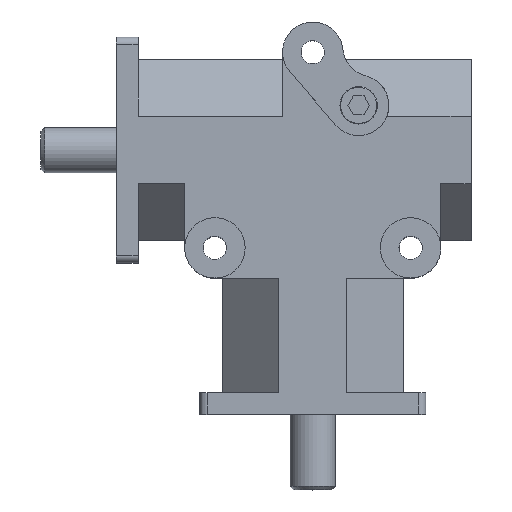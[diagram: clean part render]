
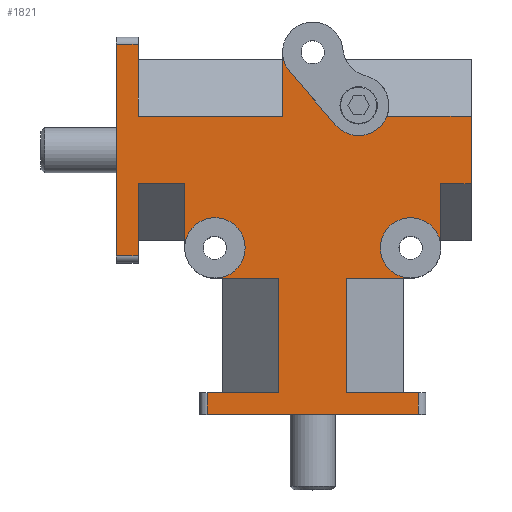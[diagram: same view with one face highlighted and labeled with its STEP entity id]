
A CAD part, top view. The second image highlights one B-rep face of the part: STEP entity #1821.
In plain terms, the highlighted planar face has unit normal (0, 0, 1).
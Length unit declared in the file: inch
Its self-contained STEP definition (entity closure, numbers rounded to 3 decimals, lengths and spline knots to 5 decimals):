
#67=PLANE('',#1990);
#149=FACE_OUTER_BOUND('',#271,.T.);
#271=EDGE_LOOP('',(#1378,#1379,#1380,#1381,#1382,#1383,#1384,#1385,#1386,
#1387,#1388,#1389,#1390,#1391,#1392,#1393,#1394,#1395,#1396,#1397,#1398,
#1399,#1400,#1401,#1402,#1403,#1404,#1405));
#413=CIRCLE('',#1991,0.25);
#414=CIRCLE('',#1992,0.25);
#415=CIRCLE('',#1993,0.25);
#416=CIRCLE('',#1994,0.25);
#417=CIRCLE('',#1995,0.25);
#464=LINE('',#2757,#637);
#469=LINE('',#2781,#642);
#472=LINE('',#2793,#645);
#478=LINE('',#2820,#651);
#479=LINE('',#2822,#652);
#501=LINE('',#2874,#674);
#504=LINE('',#2887,#677);
#505=LINE('',#2889,#678);
#506=LINE('',#2891,#679);
#507=LINE('',#2897,#680);
#508=LINE('',#2899,#681);
#509=LINE('',#2901,#682);
#510=LINE('',#2903,#683);
#511=LINE('',#2907,#684);
#512=LINE('',#2910,#685);
#513=LINE('',#2912,#686);
#514=LINE('',#2913,#687);
#515=LINE('',#2915,#688);
#516=LINE('',#2917,#689);
#517=LINE('',#2919,#690);
#518=LINE('',#2923,#691);
#519=LINE('',#2925,#692);
#520=LINE('',#2926,#693);
#637=VECTOR('',#2211,1.);
#642=VECTOR('',#2232,1.);
#645=VECTOR('',#2243,1.);
#651=VECTOR('',#2267,1.);
#652=VECTOR('',#2270,1.);
#674=VECTOR('',#2310,1.);
#677=VECTOR('',#2323,1.);
#678=VECTOR('',#2324,1.);
#679=VECTOR('',#2325,1.);
#680=VECTOR('',#2330,1.);
#681=VECTOR('',#2331,1.);
#682=VECTOR('',#2332,1.);
#683=VECTOR('',#2333,1.);
#684=VECTOR('',#2336,1.);
#685=VECTOR('',#2339,1.);
#686=VECTOR('',#2340,1.);
#687=VECTOR('',#2341,1.);
#688=VECTOR('',#2342,1.);
#689=VECTOR('',#2343,1.);
#690=VECTOR('',#2344,1.);
#691=VECTOR('',#2347,1.);
#692=VECTOR('',#2348,1.);
#693=VECTOR('',#2349,1.);
#796=VERTEX_POINT('',#2666);
#823=VERTEX_POINT('',#2750);
#826=VERTEX_POINT('',#2755);
#836=VERTEX_POINT('',#2778);
#837=VERTEX_POINT('',#2780);
#839=VERTEX_POINT('',#2786);
#842=VERTEX_POINT('',#2791);
#851=VERTEX_POINT('',#2813);
#854=VERTEX_POINT('',#2818);
#880=VERTEX_POINT('',#2886);
#881=VERTEX_POINT('',#2888);
#882=VERTEX_POINT('',#2890);
#883=VERTEX_POINT('',#2892);
#884=VERTEX_POINT('',#2894);
#885=VERTEX_POINT('',#2896);
#886=VERTEX_POINT('',#2898);
#887=VERTEX_POINT('',#2900);
#888=VERTEX_POINT('',#2902);
#889=VERTEX_POINT('',#2904);
#890=VERTEX_POINT('',#2906);
#891=VERTEX_POINT('',#2909);
#892=VERTEX_POINT('',#2911);
#893=VERTEX_POINT('',#2914);
#894=VERTEX_POINT('',#2916);
#895=VERTEX_POINT('',#2918);
#896=VERTEX_POINT('',#2920);
#897=VERTEX_POINT('',#2922);
#898=VERTEX_POINT('',#2924);
#1009=EDGE_CURVE('',#826,#823,#464,.T.);
#1019=EDGE_CURVE('',#836,#837,#469,.T.);
#1025=EDGE_CURVE('',#842,#839,#472,.T.);
#1037=EDGE_CURVE('',#854,#851,#478,.T.);
#1038=EDGE_CURVE('',#823,#836,#479,.T.);
#1067=EDGE_CURVE('',#839,#854,#501,.T.);
#1074=EDGE_CURVE('',#880,#826,#504,.T.);
#1075=EDGE_CURVE('',#881,#880,#505,.T.);
#1076=EDGE_CURVE('',#882,#881,#506,.T.);
#1077=EDGE_CURVE('',#882,#883,#413,.T.);
#1078=EDGE_CURVE('',#883,#884,#414,.T.);
#1079=EDGE_CURVE('',#885,#884,#507,.T.);
#1080=EDGE_CURVE('',#886,#885,#508,.T.);
#1081=EDGE_CURVE('',#886,#887,#509,.T.);
#1082=EDGE_CURVE('',#888,#887,#510,.T.);
#1083=EDGE_CURVE('',#888,#889,#415,.T.);
#1084=EDGE_CURVE('',#889,#890,#511,.T.);
#1085=EDGE_CURVE('',#890,#796,#416,.T.);
#1086=EDGE_CURVE('',#891,#796,#512,.T.);
#1087=EDGE_CURVE('',#892,#891,#513,.T.);
#1088=EDGE_CURVE('',#851,#892,#514,.T.);
#1089=EDGE_CURVE('',#893,#842,#515,.T.);
#1090=EDGE_CURVE('',#894,#893,#516,.T.);
#1091=EDGE_CURVE('',#895,#894,#517,.T.);
#1092=EDGE_CURVE('',#895,#896,#417,.T.);
#1093=EDGE_CURVE('',#897,#896,#518,.T.);
#1094=EDGE_CURVE('',#898,#897,#519,.T.);
#1095=EDGE_CURVE('',#837,#898,#520,.T.);
#1378=ORIENTED_EDGE('',*,*,#1009,.F.);
#1379=ORIENTED_EDGE('',*,*,#1074,.F.);
#1380=ORIENTED_EDGE('',*,*,#1075,.F.);
#1381=ORIENTED_EDGE('',*,*,#1076,.F.);
#1382=ORIENTED_EDGE('',*,*,#1077,.T.);
#1383=ORIENTED_EDGE('',*,*,#1078,.T.);
#1384=ORIENTED_EDGE('',*,*,#1079,.F.);
#1385=ORIENTED_EDGE('',*,*,#1080,.F.);
#1386=ORIENTED_EDGE('',*,*,#1081,.T.);
#1387=ORIENTED_EDGE('',*,*,#1082,.F.);
#1388=ORIENTED_EDGE('',*,*,#1083,.T.);
#1389=ORIENTED_EDGE('',*,*,#1084,.T.);
#1390=ORIENTED_EDGE('',*,*,#1085,.T.);
#1391=ORIENTED_EDGE('',*,*,#1086,.F.);
#1392=ORIENTED_EDGE('',*,*,#1087,.F.);
#1393=ORIENTED_EDGE('',*,*,#1088,.F.);
#1394=ORIENTED_EDGE('',*,*,#1037,.F.);
#1395=ORIENTED_EDGE('',*,*,#1067,.F.);
#1396=ORIENTED_EDGE('',*,*,#1025,.F.);
#1397=ORIENTED_EDGE('',*,*,#1089,.F.);
#1398=ORIENTED_EDGE('',*,*,#1090,.F.);
#1399=ORIENTED_EDGE('',*,*,#1091,.F.);
#1400=ORIENTED_EDGE('',*,*,#1092,.T.);
#1401=ORIENTED_EDGE('',*,*,#1093,.F.);
#1402=ORIENTED_EDGE('',*,*,#1094,.F.);
#1403=ORIENTED_EDGE('',*,*,#1095,.F.);
#1404=ORIENTED_EDGE('',*,*,#1019,.F.);
#1405=ORIENTED_EDGE('',*,*,#1038,.F.);
#1821=ADVANCED_FACE('',(#149),#67,.T.);
#1990=AXIS2_PLACEMENT_3D('',#2885,#2321,#2322);
#1991=AXIS2_PLACEMENT_3D('',#2893,#2326,#2327);
#1992=AXIS2_PLACEMENT_3D('',#2895,#2328,#2329);
#1993=AXIS2_PLACEMENT_3D('',#2905,#2334,#2335);
#1994=AXIS2_PLACEMENT_3D('',#2908,#2337,#2338);
#1995=AXIS2_PLACEMENT_3D('',#2921,#2345,#2346);
#2211=DIRECTION('',(0.,-1.,0.));
#2232=DIRECTION('',(0.,1.,0.));
#2243=DIRECTION('',(-1.,0.,0.));
#2267=DIRECTION('',(1.,0.,0.));
#2270=DIRECTION('',(-1.,0.,0.));
#2310=DIRECTION('',(0.,1.,0.));
#2321=DIRECTION('center_axis',(0.,0.,1.));
#2322=DIRECTION('ref_axis',(-1.,0.,0.));
#2323=DIRECTION('',(1.,0.,0.));
#2324=DIRECTION('',(0.,-1.,0.));
#2325=DIRECTION('',(-1.,0.,0.));
#2326=DIRECTION('center_axis',(0.,0.,-1.));
#2327=DIRECTION('ref_axis',(1.,0.,0.));
#2328=DIRECTION('center_axis',(0.,0.,-1.));
#2329=DIRECTION('ref_axis',(1.,0.,0.));
#2330=DIRECTION('',(0.,-1.,0.));
#2331=DIRECTION('',(-1.,0.,0.));
#2332=DIRECTION('',(0.,1.,0.));
#2333=DIRECTION('',(1.,0.,0.));
#2334=DIRECTION('center_axis',(0.,0.,-1.));
#2335=DIRECTION('ref_axis',(1.,0.,0.));
#2336=DIRECTION('',(-0.654,0.757,0.));
#2337=DIRECTION('center_axis',(0.,0.,-1.));
#2338=DIRECTION('ref_axis',(1.,0.,0.));
#2339=DIRECTION('',(0.,1.,0.));
#2340=DIRECTION('',(1.,0.,0.));
#2341=DIRECTION('',(0.,-1.,0.));
#2342=DIRECTION('',(0.,-1.,0.));
#2343=DIRECTION('',(-1.,0.,0.));
#2344=DIRECTION('',(0.,1.,0.));
#2345=DIRECTION('center_axis',(0.,0.,-1.));
#2346=DIRECTION('ref_axis',(1.,0.,0.));
#2347=DIRECTION('',(-1.,0.,0.));
#2348=DIRECTION('',(0.,1.,0.));
#2349=DIRECTION('',(1.,0.,0.));
#2666=CARTESIAN_POINT('',(-0.25,2.9975,0.69));
#2750=CARTESIAN_POINT('',(0.875,0.,0.69));
#2755=CARTESIAN_POINT('',(0.875,0.18,0.69));
#2757=CARTESIAN_POINT('',(0.875,0.93062,0.69));
#2778=CARTESIAN_POINT('',(-0.875,0.,0.69));
#2780=CARTESIAN_POINT('',(-0.875,0.18,0.69));
#2781=CARTESIAN_POINT('',(-0.875,0.84062,0.69));
#2786=CARTESIAN_POINT('',(-1.625,1.3125,0.69));
#2791=CARTESIAN_POINT('',(-1.445,1.3125,0.69));
#2793=CARTESIAN_POINT('',(-0.7225,1.3125,0.69));
#2813=CARTESIAN_POINT('',(-1.445,3.0625,0.69));
#2818=CARTESIAN_POINT('',(-1.625,3.0625,0.69));
#2820=CARTESIAN_POINT('',(-0.8125,3.0625,0.69));
#2822=CARTESIAN_POINT('',(0.935,0.,0.69));
#2874=CARTESIAN_POINT('',(-1.625,1.2525,0.69));
#2885=CARTESIAN_POINT('Origin',(0.,1.68123,
0.69));
#2886=CARTESIAN_POINT('',(0.28,0.18,0.69));
#2887=CARTESIAN_POINT('',(0.935,0.18,0.69));
#2888=CARTESIAN_POINT('',(0.28,1.1275,0.69));
#2889=CARTESIAN_POINT('',(0.28,1.40062,0.69));
#2890=CARTESIAN_POINT('',(0.81,1.1275,0.69));
#2891=CARTESIAN_POINT('',(0.405,1.1275,0.69));
#2892=CARTESIAN_POINT('',(0.56,1.3775,0.69));
#2893=CARTESIAN_POINT('Origin',(0.81,1.3775,0.69));
#2894=CARTESIAN_POINT('',(1.06,1.3775,0.69));
#2895=CARTESIAN_POINT('Origin',(0.81,1.3775,0.69));
#2896=CARTESIAN_POINT('',(1.06,1.9075,0.69));
#2897=CARTESIAN_POINT('',(1.06,1.3775,0.69));
#2898=CARTESIAN_POINT('',(1.31,1.9075,0.69));
#2899=CARTESIAN_POINT('',(0.7225,1.9075,0.69));
#2900=CARTESIAN_POINT('',(1.31,2.4675,0.69));
#2901=CARTESIAN_POINT('',(1.31,0.43152,0.69));
#2902=CARTESIAN_POINT('',(0.61324,2.4675,0.69));
#2903=CARTESIAN_POINT('',(0.125,2.4675,0.69));
#2904=CARTESIAN_POINT('',(0.19079,2.3941,0.69));
#2905=CARTESIAN_POINT('Origin',(0.38,2.5575,0.69));
#2906=CARTESIAN_POINT('',(-0.18921,2.8341,0.69));
#2907=CARTESIAN_POINT('',(0.3245,2.23928,0.69));
#2908=CARTESIAN_POINT('Origin',(0.,2.9975,0.69));
#2909=CARTESIAN_POINT('',(-0.25,2.4675,0.69));
#2910=CARTESIAN_POINT('',(-0.25,2.9375,0.69));
#2911=CARTESIAN_POINT('',(-1.445,2.4675,0.69));
#2912=CARTESIAN_POINT('',(-0.7225,2.4675,0.69));
#2913=CARTESIAN_POINT('',(-1.445,2.40562,0.69));
#2914=CARTESIAN_POINT('',(-1.445,1.9075,0.69));
#2915=CARTESIAN_POINT('',(-1.445,1.2525,0.69));
#2916=CARTESIAN_POINT('',(-1.06,1.9075,0.69));
#2917=CARTESIAN_POINT('',(-0.53,1.9075,0.69));
#2918=CARTESIAN_POINT('',(-1.06,1.3775,0.69));
#2919=CARTESIAN_POINT('',(-1.06,1.53312,0.69));
#2920=CARTESIAN_POINT('',(-0.81,1.1275,0.69));
#2921=CARTESIAN_POINT('Origin',(-0.81,1.3775,0.69));
#2922=CARTESIAN_POINT('',(-0.28,1.1275,0.69));
#2923=CARTESIAN_POINT('',(-0.75,1.1275,0.69));
#2924=CARTESIAN_POINT('',(-0.28,0.18,0.69));
#2925=CARTESIAN_POINT('',(-0.28,0.93062,0.69));
#2926=CARTESIAN_POINT('',(-0.4675,0.18,0.69));
